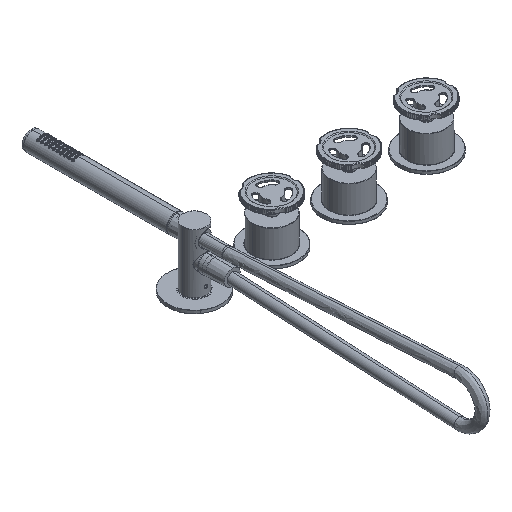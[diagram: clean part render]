
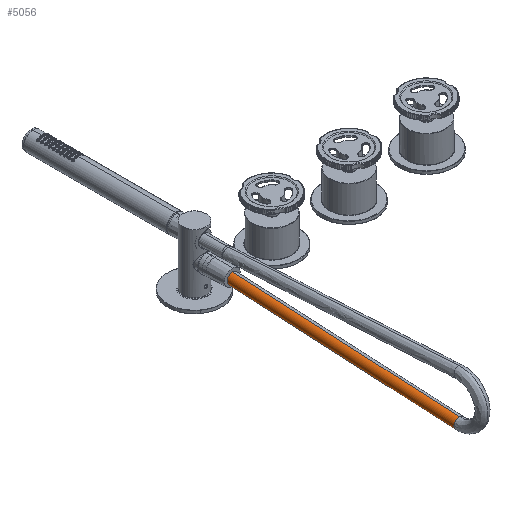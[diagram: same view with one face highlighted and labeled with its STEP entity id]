
A CAD part, isometric view. The second image highlights one B-rep face of the part: STEP entity #5056.
In plain terms, the highlighted free-form (B-spline) face has degree [3, 1] with [4, 2] control points.
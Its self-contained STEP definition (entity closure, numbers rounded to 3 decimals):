
#5056 = ADVANCED_FACE ( 'NONE', ( #70998 ), #67842, .F. ) ;
#9480 = VERTEX_POINT ( 'NONE', #47505 ) ;
#14959 = VERTEX_POINT ( 'NONE', #27188 ) ;
#15118 = DIRECTION ( 'NONE',  ( 0., -1., 0. ) ) ;
#15130 = ORIENTED_EDGE ( 'NONE', *, *, #33398, .F. ) ;
#15352 = CARTESIAN_POINT ( 'NONE',  ( 0., -315.2, -22.638 ) ) ;
#20705 = B_SPLINE_CURVE_WITH_KNOTS ( 'NONE', 1,
 ( #63820, #95845 ),
 .UNSPECIFIED., .F., .F.,
 ( 2, 2 ),
 ( 0., 0.979 ),
 .UNSPECIFIED. ) ;
#20991 = AXIS2_PLACEMENT_3D ( 'NONE', #87035, #15118, #47130 ) ;
#23233 = CARTESIAN_POINT ( 'NONE',  ( -13.832, -15.2, 6.916 ) ) ;
#27188 = CARTESIAN_POINT ( 'NONE',  ( 0., -21.65, -7.254 ) ) ;
#27197 = CARTESIAN_POINT ( 'NONE',  ( -13.832, -21.65, -7.254 ) ) ;
#31115 = CARTESIAN_POINT ( 'NONE',  ( 0., -315.2, -8.806 ) ) ;
#33398 = EDGE_CURVE ( 'NONE', #78337, #14959, #51213, .T. ) ;
#34262 = ORIENTED_EDGE ( 'NONE', *, *, #99658, .F. ) ;
#41257 = EDGE_CURVE ( 'NONE', #9480, #14959, #80931, .T. ) ;
#41993 = ORIENTED_EDGE ( 'NONE', *, *, #41257, .T. ) ;
#47130 = DIRECTION ( 'NONE',  ( 0., 0., -1. ) ) ;
#47371 = CARTESIAN_POINT ( 'NONE',  ( 0., -15.2, -6.916 ) ) ;
#47505 = CARTESIAN_POINT ( 'NONE',  ( 0., -21.65, 6.578 ) ) ;
#51189 = CARTESIAN_POINT ( 'NONE',  ( 0., -315.2, -22.638 ) ) ;
#51213 = B_SPLINE_CURVE_WITH_KNOTS ( 'NONE', 1,
 ( #51189, #83194 ),
 .UNSPECIFIED., .F., .F.,
 ( 2, 2 ),
 ( 0., 0.979 ),
 .UNSPECIFIED. ) ;
#55239 = CARTESIAN_POINT ( 'NONE',  ( -13.832, -315.2, -22.638 ) ) ;
#59218 = CARTESIAN_POINT ( 'NONE',  ( 0., -21.65, -7.254 ) ) ;
#62000 = CARTESIAN_POINT ( 'NONE',  ( 0., -315.2, -8.806 ) ) ;
#63109 = CARTESIAN_POINT ( 'NONE',  ( 0., -15.2, 6.916 ) ) ;
#63820 = CARTESIAN_POINT ( 'NONE',  ( 0., -315.2, -8.806 ) ) ;
#66232 = CIRCLE ( 'NONE', #20991, 6.916 ) ;
#67063 = CARTESIAN_POINT ( 'NONE',  ( 0., -21.65, 6.578 ) ) ;
#67842 =( BOUNDED_SURFACE ( )  B_SPLINE_SURFACE ( 3, 1, ( 
 ( #31115, #63109 ),
 ( #95127, #23233 ),
 ( #55239, #87257 ),
 ( #15352, #47371 ) ),
 .UNSPECIFIED., .F., .F., .F. ) 
 B_SPLINE_SURFACE_WITH_KNOTS ( ( 4, 4 ),
 ( 2, 2 ),
 ( 0.5, 1. ),
 ( 0., 1. ),
 .UNSPECIFIED. ) 
 GEOMETRIC_REPRESENTATION_ITEM ( )  RATIONAL_B_SPLINE_SURFACE ( (
 ( 1., 1.),
 ( 0.333, 0.333),
 ( 0.333, 0.333),
 ( 1., 1.) ) ) 
 REPRESENTATION_ITEM ( '' )  SURFACE ( )  );
#70998 = FACE_OUTER_BOUND ( 'NONE', #90380, .T. ) ;
#78337 = VERTEX_POINT ( 'NONE', #89670 ) ;
#80931 =( BOUNDED_CURVE ( )  B_SPLINE_CURVE ( 3, ( #67063, #99079, #27197, #59218 ),
 .UNSPECIFIED., .F., .F. ) 
 B_SPLINE_CURVE_WITH_KNOTS ( ( 4, 4 ),
 ( 0.022, 0.044 ),
 .UNSPECIFIED. ) 
 CURVE ( )  GEOMETRIC_REPRESENTATION_ITEM ( )  RATIONAL_B_SPLINE_CURVE ( ( 1., 0.333, 0.333, 1. ) ) 
 REPRESENTATION_ITEM ( '' )  );
#83194 = CARTESIAN_POINT ( 'NONE',  ( 0., -21.65, -7.254 ) ) ;
#86767 = EDGE_CURVE ( 'NONE', #97366, #9480, #20705, .T. ) ;
#87035 = CARTESIAN_POINT ( 'NONE',  ( 0., -315.2, -15.722 ) ) ;
#87257 = CARTESIAN_POINT ( 'NONE',  ( -13.832, -15.2, -6.916 ) ) ;
#89670 = CARTESIAN_POINT ( 'NONE',  ( 0., -315.2, -22.638 ) ) ;
#90380 = EDGE_LOOP ( 'NONE', ( #34262, #101147, #41993, #15130 ) ) ;
#95127 = CARTESIAN_POINT ( 'NONE',  ( -13.832, -315.2, -8.806 ) ) ;
#95845 = CARTESIAN_POINT ( 'NONE',  ( 0., -21.65, 6.578 ) ) ;
#97366 = VERTEX_POINT ( 'NONE', #62000 ) ;
#99079 = CARTESIAN_POINT ( 'NONE',  ( -13.832, -21.65, 6.578 ) ) ;
#99658 = EDGE_CURVE ( 'NONE', #97366, #78337, #66232, .T. ) ;
#101147 = ORIENTED_EDGE ( 'NONE', *, *, #86767, .T. ) ;
